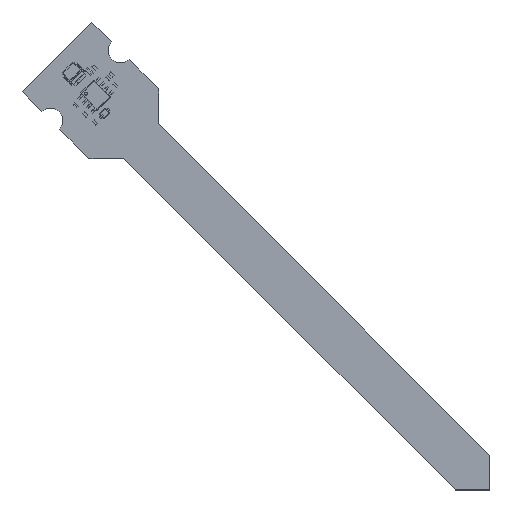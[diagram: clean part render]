
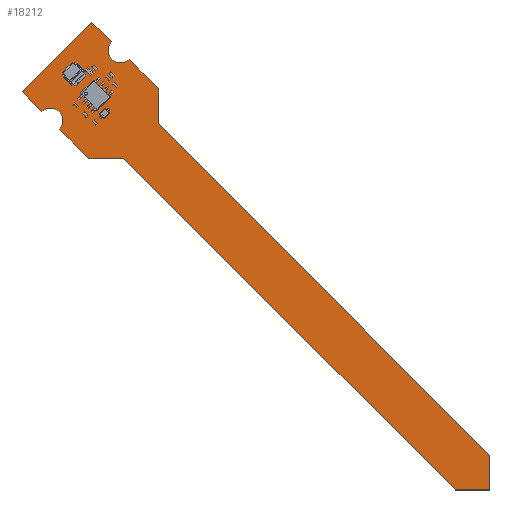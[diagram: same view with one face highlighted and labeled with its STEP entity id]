
A CAD part, top view. The second image highlights one B-rep face of the part: STEP entity #18212.
In plain terms, the highlighted planar face has unit normal (0, 0, 1).
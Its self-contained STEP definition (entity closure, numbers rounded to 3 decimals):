
#17727 = VERTEX_POINT('',#17728);
#17728 = CARTESIAN_POINT('',(-29.267,43.41,1.51));
#17734 = EDGE_CURVE('',#17727,#17735,#17737,.T.);
#17735 = VERTEX_POINT('',#17736);
#17736 = CARTESIAN_POINT('',(-25.732,39.874,1.51));
#17737 = CIRCLE('',#17738,2.5);
#17738 = AXIS2_PLACEMENT_3D('',#17739,#17740,#17741);
#17739 = CARTESIAN_POINT('',(-27.5,41.642,1.51));
#17740 = DIRECTION('',(0.,0.,1.));
#17741 = DIRECTION('',(-0.707,0.707,-0.));
#17767 = EDGE_CURVE('',#17735,#17768,#17770,.T.);
#17768 = VERTEX_POINT('',#17769);
#17769 = CARTESIAN_POINT('',(-22.903,37.046,1.51));
#17770 = LINE('',#17771,#17772);
#17771 = CARTESIAN_POINT('',(-25.732,39.874,1.51));
#17772 = VECTOR('',#17773,1.);
#17773 = DIRECTION('',(0.707,-0.707,0.));
#17798 = EDGE_CURVE('',#17768,#17799,#17801,.T.);
#17799 = VERTEX_POINT('',#17800);
#17800 = CARTESIAN_POINT('',(-19.735,33.877,1.51));
#17801 = LINE('',#17802,#17803);
#17802 = CARTESIAN_POINT('',(-22.903,37.046,1.51));
#17803 = VECTOR('',#17804,1.);
#17804 = DIRECTION('',(0.707,-0.707,0.));
#17829 = EDGE_CURVE('',#17799,#17830,#17832,.T.);
#17830 = VERTEX_POINT('',#17831);
#17831 = CARTESIAN_POINT('',(-19.735,26.806,1.51));
#17832 = LINE('',#17833,#17834);
#17833 = CARTESIAN_POINT('',(-19.735,33.877,1.51));
#17834 = VECTOR('',#17835,1.);
#17835 = DIRECTION('',(0.,-1.,0.));
#17860 = EDGE_CURVE('',#17830,#17861,#17863,.T.);
#17861 = VERTEX_POINT('',#17862);
#17862 = CARTESIAN_POINT('',(47.44,-40.374,1.51));
#17863 = LINE('',#17864,#17865);
#17864 = CARTESIAN_POINT('',(-19.735,26.806,1.51));
#17865 = VECTOR('',#17866,1.);
#17866 = DIRECTION('',(0.707,-0.707,0.));
#17891 = EDGE_CURVE('',#17861,#17892,#17894,.T.);
#17892 = VERTEX_POINT('',#17893);
#17893 = CARTESIAN_POINT('',(47.44,-47.44,1.51));
#17894 = LINE('',#17895,#17896);
#17895 = CARTESIAN_POINT('',(47.44,-40.374,1.51));
#17896 = VECTOR('',#17897,1.);
#17897 = DIRECTION('',(0.,-1.,0.));
#17922 = EDGE_CURVE('',#17892,#17923,#17925,.T.);
#17923 = VERTEX_POINT('',#17924);
#17924 = CARTESIAN_POINT('',(40.369,-47.44,1.51));
#17925 = LINE('',#17926,#17927);
#17926 = CARTESIAN_POINT('',(47.44,-47.44,1.51));
#17927 = VECTOR('',#17928,1.);
#17928 = DIRECTION('',(-1.,0.,0.));
#17953 = EDGE_CURVE('',#17923,#17954,#17956,.T.);
#17954 = VERTEX_POINT('',#17955);
#17955 = CARTESIAN_POINT('',(-26.806,19.735,1.51));
#17956 = LINE('',#17957,#17958);
#17957 = CARTESIAN_POINT('',(40.369,-47.44,1.51));
#17958 = VECTOR('',#17959,1.);
#17959 = DIRECTION('',(-0.707,0.707,0.));
#17984 = EDGE_CURVE('',#17954,#17985,#17987,.T.);
#17985 = VERTEX_POINT('',#17986);
#17986 = CARTESIAN_POINT('',(-33.877,19.735,1.51));
#17987 = LINE('',#17988,#17989);
#17988 = CARTESIAN_POINT('',(-26.806,19.735,1.51));
#17989 = VECTOR('',#17990,1.);
#17990 = DIRECTION('',(-1.,0.,0.));
#18015 = EDGE_CURVE('',#17985,#18016,#18018,.T.);
#18016 = VERTEX_POINT('',#18017);
#18017 = CARTESIAN_POINT('',(-37.046,22.903,1.51));
#18018 = LINE('',#18019,#18020);
#18019 = CARTESIAN_POINT('',(-33.877,19.735,1.51));
#18020 = VECTOR('',#18021,1.);
#18021 = DIRECTION('',(-0.707,0.707,0.));
#18046 = EDGE_CURVE('',#18016,#18047,#18049,.T.);
#18047 = VERTEX_POINT('',#18048);
#18048 = CARTESIAN_POINT('',(-39.874,25.732,1.51));
#18049 = LINE('',#18050,#18051);
#18050 = CARTESIAN_POINT('',(-37.046,22.903,1.51));
#18051 = VECTOR('',#18052,1.);
#18052 = DIRECTION('',(-0.707,0.707,0.));
#18077 = EDGE_CURVE('',#18047,#18078,#18080,.T.);
#18078 = VERTEX_POINT('',#18079);
#18079 = CARTESIAN_POINT('',(-43.41,29.267,1.51));
#18080 = CIRCLE('',#18081,2.5);
#18081 = AXIS2_PLACEMENT_3D('',#18082,#18083,#18084);
#18082 = CARTESIAN_POINT('',(-41.642,27.5,1.51));
#18083 = DIRECTION('',(0.,-0.,1.));
#18084 = DIRECTION('',(0.707,-0.707,-0.));
#18110 = EDGE_CURVE('',#18078,#18111,#18113,.T.);
#18111 = VERTEX_POINT('',#18112);
#18112 = CARTESIAN_POINT('',(-47.44,33.298,1.51));
#18113 = LINE('',#18114,#18115);
#18114 = CARTESIAN_POINT('',(-43.41,29.267,1.51));
#18115 = VECTOR('',#18116,1.);
#18116 = DIRECTION('',(-0.707,0.707,0.));
#18141 = EDGE_CURVE('',#18111,#18142,#18144,.T.);
#18142 = VERTEX_POINT('',#18143);
#18143 = CARTESIAN_POINT('',(-33.298,47.44,1.51));
#18144 = LINE('',#18145,#18146);
#18145 = CARTESIAN_POINT('',(-47.44,33.298,1.51));
#18146 = VECTOR('',#18147,1.);
#18147 = DIRECTION('',(0.707,0.707,0.));
#18172 = EDGE_CURVE('',#18142,#17727,#18173,.T.);
#18173 = LINE('',#18174,#18175);
#18174 = CARTESIAN_POINT('',(-33.298,47.44,1.51));
#18175 = VECTOR('',#18176,1.);
#18176 = DIRECTION('',(0.707,-0.707,0.));
#18212 = ADVANCED_FACE('',(#18213),#18230,.T.);
#18213 = FACE_BOUND('',#18214,.F.);
#18214 = EDGE_LOOP('',(#18215,#18216,#18217,#18218,#18219,#18220,#18221,
    #18222,#18223,#18224,#18225,#18226,#18227,#18228,#18229));
#18215 = ORIENTED_EDGE('',*,*,#17734,.T.);
#18216 = ORIENTED_EDGE('',*,*,#17767,.T.);
#18217 = ORIENTED_EDGE('',*,*,#17798,.T.);
#18218 = ORIENTED_EDGE('',*,*,#17829,.T.);
#18219 = ORIENTED_EDGE('',*,*,#17860,.T.);
#18220 = ORIENTED_EDGE('',*,*,#17891,.T.);
#18221 = ORIENTED_EDGE('',*,*,#17922,.T.);
#18222 = ORIENTED_EDGE('',*,*,#17953,.T.);
#18223 = ORIENTED_EDGE('',*,*,#17984,.T.);
#18224 = ORIENTED_EDGE('',*,*,#18015,.T.);
#18225 = ORIENTED_EDGE('',*,*,#18046,.T.);
#18226 = ORIENTED_EDGE('',*,*,#18077,.T.);
#18227 = ORIENTED_EDGE('',*,*,#18110,.T.);
#18228 = ORIENTED_EDGE('',*,*,#18141,.T.);
#18229 = ORIENTED_EDGE('',*,*,#18172,.T.);
#18230 = PLANE('',#18231);
#18231 = AXIS2_PLACEMENT_3D('',#18232,#18233,#18234);
#18232 = CARTESIAN_POINT('',(0.,0.,1.51));
#18233 = DIRECTION('',(0.,0.,1.));
#18234 = DIRECTION('',(1.,0.,-0.));
